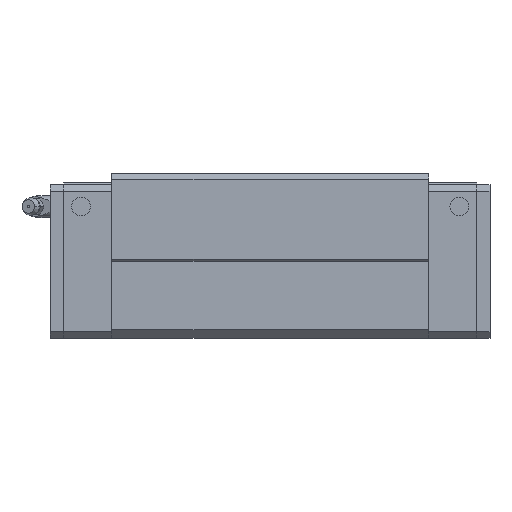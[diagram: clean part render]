
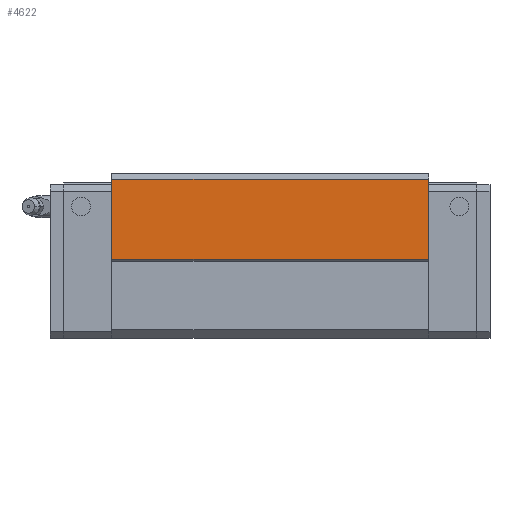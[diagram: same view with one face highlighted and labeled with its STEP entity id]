
A CAD part, front view. The second image highlights one B-rep face of the part: STEP entity #4622.
In plain terms, the highlighted planar face has unit normal (0, -1, 0).
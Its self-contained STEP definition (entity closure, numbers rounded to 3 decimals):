
#52 = FACE_OUTER_BOUND ( 'NONE', #20237, .T. ) ;
#166 = ORIENTED_EDGE ( 'NONE', *, *, #12164, .T. ) ;
#713 = CARTESIAN_POINT ( 'NONE',  ( 28., -63., 36. ) ) ;
#1105 = DIRECTION ( 'NONE',  ( 0., 0., 1. ) ) ;
#2301 = VERTEX_POINT ( 'NONE', #19994 ) ;
#3053 = VECTOR ( 'NONE', #5261, 1000. ) ;
#3225 = VECTOR ( 'NONE', #5165, 1000. ) ;
#3340 = VERTEX_POINT ( 'NONE', #713 ) ;
#3366 = LINE ( 'NONE', #19616, #9987 ) ;
#4622 = ADVANCED_FACE ( 'NONE', ( #52 ), #12193, .T. ) ;
#5165 = DIRECTION ( 'NONE',  ( 1., 0., 0. ) ) ;
#5261 = DIRECTION ( 'NONE',  ( 1., 0., 0. ) ) ;
#8358 = VECTOR ( 'NONE', #1105, 1000. ) ;
#8911 = CARTESIAN_POINT ( 'NONE',  ( 172.2, -63., 36. ) ) ;
#9260 = CARTESIAN_POINT ( 'NONE',  ( 172.2, -63., 72.5 ) ) ;
#9520 = EDGE_CURVE ( 'NONE', #3340, #2301, #3366, .T. ) ;
#9987 = VECTOR ( 'NONE', #25492, 1000. ) ;
#10203 = DIRECTION ( 'NONE',  ( 0., -1., 0. ) ) ;
#11926 = CARTESIAN_POINT ( 'NONE',  ( 28., -63., 36. ) ) ;
#12025 = ORIENTED_EDGE ( 'NONE', *, *, #9520, .F. ) ;
#12164 = EDGE_CURVE ( 'NONE', #21091, #24119, #20839, .T. ) ;
#12193 = PLANE ( 'NONE',  #12794 ) ;
#12794 = AXIS2_PLACEMENT_3D ( 'NONE', #11926, #10203, #20323 ) ;
#13388 = CARTESIAN_POINT ( 'NONE',  ( 28., -63., 36. ) ) ;
#13648 = LINE ( 'NONE', #13388, #3053 ) ;
#14908 = ORIENTED_EDGE ( 'NONE', *, *, #26307, .F. ) ;
#15162 = CARTESIAN_POINT ( 'NONE',  ( 28., -63., 72.5 ) ) ;
#18516 = ORIENTED_EDGE ( 'NONE', *, *, #21398, .T. ) ;
#19616 = CARTESIAN_POINT ( 'NONE',  ( 28., -63., 37.955 ) ) ;
#19994 = CARTESIAN_POINT ( 'NONE',  ( 28., -63., 72.5 ) ) ;
#20237 = EDGE_LOOP ( 'NONE', ( #12025, #18516, #166, #14908 ) ) ;
#20323 = DIRECTION ( 'NONE',  ( 0., 0., -1. ) ) ;
#20839 = LINE ( 'NONE', #21099, #8358 ) ;
#21091 = VERTEX_POINT ( 'NONE', #8911 ) ;
#21099 = CARTESIAN_POINT ( 'NONE',  ( 172.2, -63., 36. ) ) ;
#21398 = EDGE_CURVE ( 'NONE', #3340, #21091, #13648, .T. ) ;
#24119 = VERTEX_POINT ( 'NONE', #9260 ) ;
#25286 = LINE ( 'NONE', #15162, #3225 ) ;
#25492 = DIRECTION ( 'NONE',  ( 0., 0., 1. ) ) ;
#26307 = EDGE_CURVE ( 'NONE', #2301, #24119, #25286, .T. ) ;
